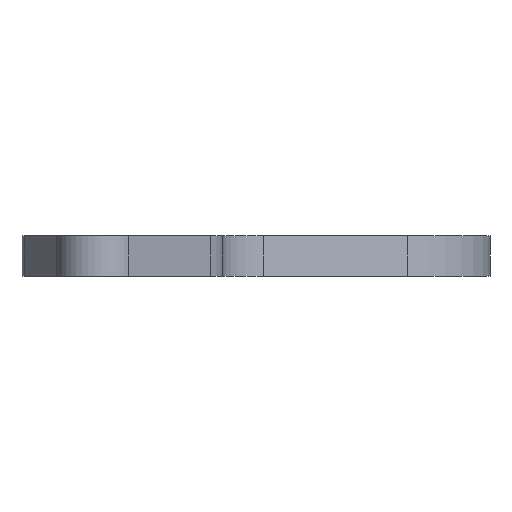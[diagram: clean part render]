
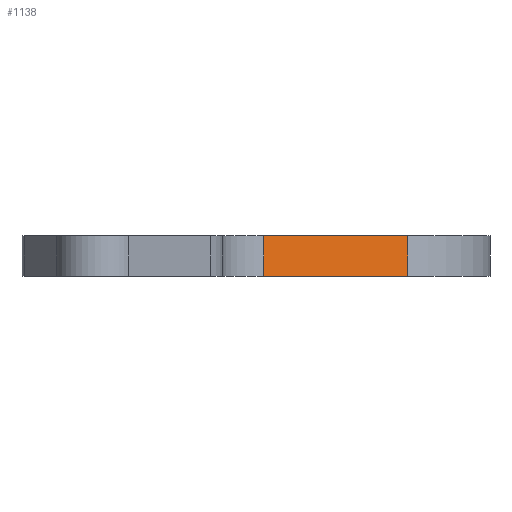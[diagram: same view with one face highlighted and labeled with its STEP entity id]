
A CAD part, left-side view. The second image highlights one B-rep face of the part: STEP entity #1138.
In plain terms, the highlighted planar face has unit normal (-0.923, -0.385, 0).
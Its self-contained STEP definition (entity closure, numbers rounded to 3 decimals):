
#9 = DIRECTION ( 'NONE',  ( 0., 0., -1. ) ) ;
#16 = CARTESIAN_POINT ( 'NONE',  ( -27.436, 13.846, 0. ) ) ;
#26 = ORIENTED_EDGE ( 'NONE', *, *, #1192, .T. ) ;
#178 = LINE ( 'NONE', #1113, #1253 ) ;
#194 = FACE_OUTER_BOUND ( 'NONE', #495, .T. ) ;
#207 = VERTEX_POINT ( 'NONE', #16 ) ;
#240 = PLANE ( 'NONE',  #905 ) ;
#357 = ORIENTED_EDGE ( 'NONE', *, *, #528, .T. ) ;
#434 = VERTEX_POINT ( 'NONE', #585 ) ;
#441 = DIRECTION ( 'NONE',  ( -0.385, 0.923, 0. ) ) ;
#495 = EDGE_LOOP ( 'NONE', ( #1121, #357, #26, #619 ) ) ;
#503 = EDGE_CURVE ( 'NONE', #809, #434, #1079, .T. ) ;
#528 = EDGE_CURVE ( 'NONE', #809, #207, #831, .T. ) ;
#585 = CARTESIAN_POINT ( 'NONE',  ( -18.462, -7.692, 6. ) ) ;
#613 = CARTESIAN_POINT ( 'NONE',  ( -27.436, 13.846, 0. ) ) ;
#619 = ORIENTED_EDGE ( 'NONE', *, *, #1016, .F. ) ;
#644 = CARTESIAN_POINT ( 'NONE',  ( -18.462, -7.692, 0. ) ) ;
#674 = DIRECTION ( 'NONE',  ( 0.385, -0.923, 0. ) ) ;
#701 = DIRECTION ( 'NONE',  ( 0.385, -0.923, 0. ) ) ;
#712 = VECTOR ( 'NONE', #9, 1000. ) ;
#750 = CARTESIAN_POINT ( 'NONE',  ( -18.462, -7.692, 6. ) ) ;
#782 = VECTOR ( 'NONE', #674, 1000. ) ;
#809 = VERTEX_POINT ( 'NONE', #904 ) ;
#810 = CARTESIAN_POINT ( 'NONE',  ( -18.462, -7.692, 0. ) ) ;
#831 = LINE ( 'NONE', #613, #712 ) ;
#840 = VERTEX_POINT ( 'NONE', #810 ) ;
#847 = LINE ( 'NONE', #644, #782 ) ;
#904 = CARTESIAN_POINT ( 'NONE',  ( -27.436, 13.846, 6. ) ) ;
#905 = AXIS2_PLACEMENT_3D ( 'NONE', #750, #1145, #441 ) ;
#912 = CARTESIAN_POINT ( 'NONE',  ( -18.462, -7.692, 6. ) ) ;
#944 = VECTOR ( 'NONE', #701, 1000. ) ;
#1016 = EDGE_CURVE ( 'NONE', #434, #840, #178, .T. ) ;
#1079 = LINE ( 'NONE', #912, #944 ) ;
#1113 = CARTESIAN_POINT ( 'NONE',  ( -18.462, -7.692, 6. ) ) ;
#1121 = ORIENTED_EDGE ( 'NONE', *, *, #503, .F. ) ;
#1131 = DIRECTION ( 'NONE',  ( 0., 0., -1. ) ) ;
#1138 = ADVANCED_FACE ( 'NONE', ( #194 ), #240, .F. ) ;
#1145 = DIRECTION ( 'NONE',  ( 0.923, 0.385, 0. ) ) ;
#1192 = EDGE_CURVE ( 'NONE', #207, #840, #847, .T. ) ;
#1253 = VECTOR ( 'NONE', #1131, 1000. ) ;
